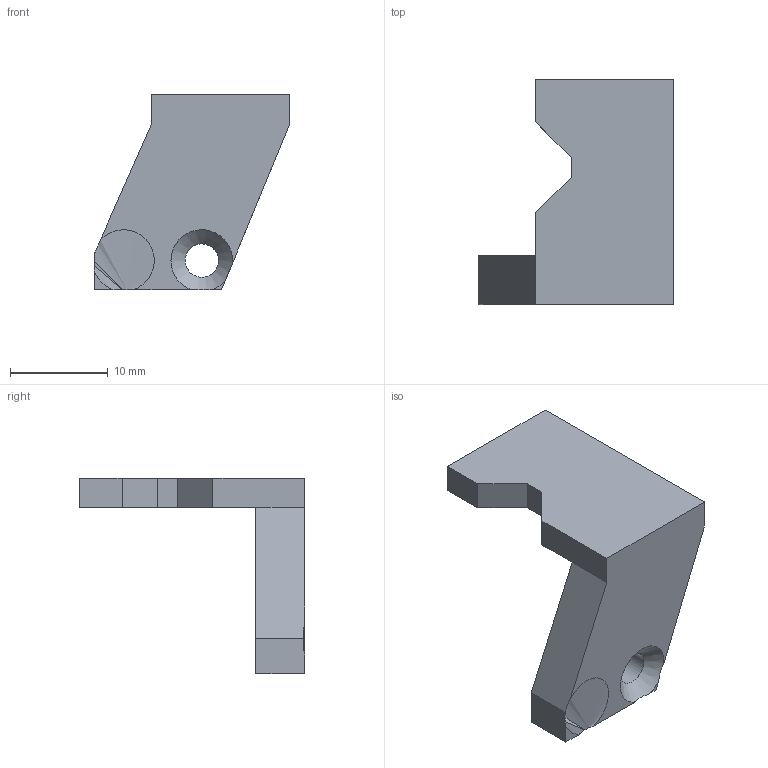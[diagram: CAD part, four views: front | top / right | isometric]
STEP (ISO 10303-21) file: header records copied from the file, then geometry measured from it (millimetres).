
FILE_DESCRIPTION(/* description */ (''),/* implementation_level */ '2;1');
FILE_NAME(/* name */ '56-spiralxy-groove-LED-Adapter.stp',/* time_stamp */ '2023-10-25T10:57:08+02:00',/* author */ ('buchmannmartin'),/* organization */ (''),/* preprocessor_version */ 'ST-DEVELOPER v19.2',/* originating_system */ 'Autodesk Inventor 2024',/* authorisation */ '');
FILE_SCHEMA (('AUTOMOTIVE_DESIGN { 1 0 10303 214 3 1 1 }'));
Products named in the file (1): 56-spiralxy-groove-LED-Adapter
Bounding box: 20 x 23 x 20 mm (x, y, z)
Volume: 1432.9 mm3; surface area: 2648.6 mm2
Topology: 1 solids, 1 shells, 1836 faces, 5577 edges, 3722 vertices
Faces by surface type: plane 1822, cylinder 8, cone 6
Full cylindrical faces by diameter (mm): 3.4 x2
Entity records: 63131 total; most frequent: CARTESIAN_POINT 11256, ORIENTED_EDGE 11154, DIRECTION 9430, EDGE_CURVE 5577, LINE 5282, VECTOR 5282, VERTEX_POINT 3722, EDGE_LOOP 2699
